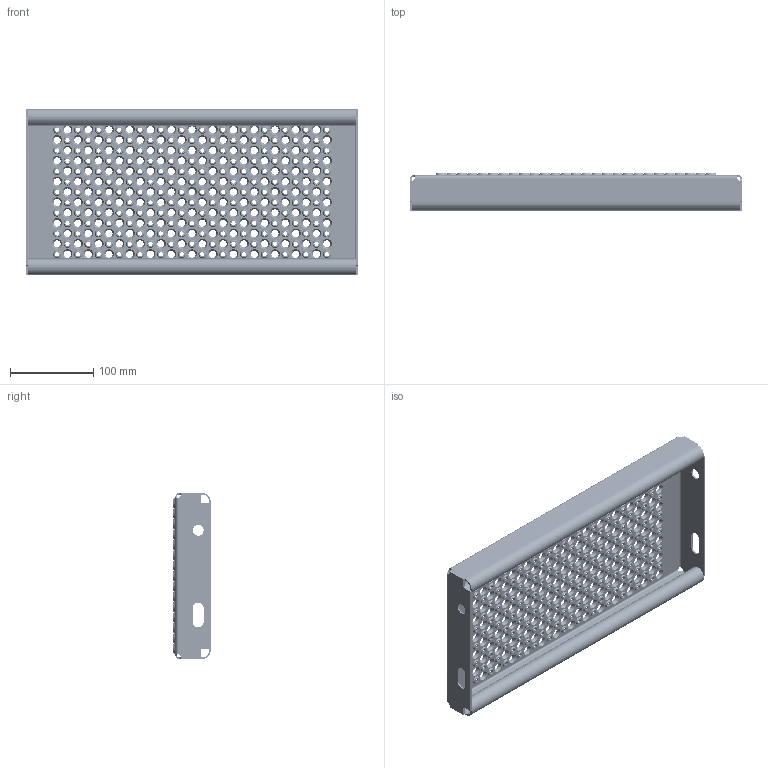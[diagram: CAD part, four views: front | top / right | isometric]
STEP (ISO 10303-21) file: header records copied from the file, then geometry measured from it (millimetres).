
FILE_DESCRIPTION (( 'STEP AP203' ), '1' );
FILE_NAME ('20620_ACHILTRIN_200x400x45_M_OPTRÆK.STEP', '2011-08-15T07:38:14', ( 'JKJ' ), ( '' ), 'SwSTEP 2.0', 'SolidWorks 2011', '' );
FILE_SCHEMA (( 'CONFIG_CONTROL_DESIGN' ));
Length unit declared in the file: millimetre
Products named in the file (1): 20620_ACHILTRIN_200x400x45_M_OPTRÆK
Bounding box: 400 x 45 x 200 mm (x, y, z)
Volume: 311823.5 mm3; surface area: 327638.3 mm2
Topology: 1 solids, 1 shells, 2933 faces, 6712 edges, 4186 vertices
Faces by surface type: cone 1620, cylinder 850, plane 455, bspline 8
Entity records: 85969 total; most frequent: DIRECTION 16646, CARTESIAN_POINT 14424, ORIENTED_EDGE 13424, AXIS2_PLACEMENT_3D 7040, EDGE_CURVE 6712, VERTEX_POINT 4186, EDGE_LOOP 4156, CIRCLE 4114
